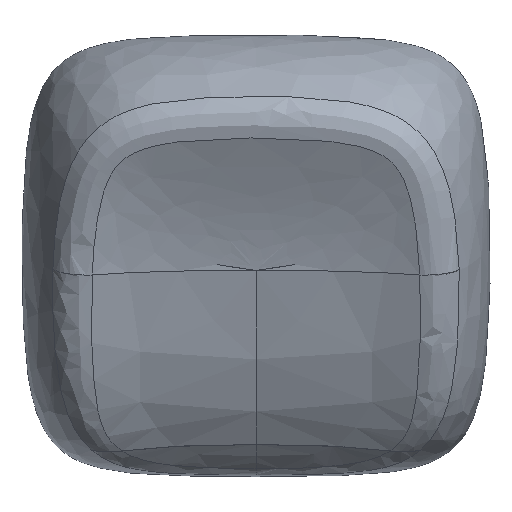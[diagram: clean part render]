
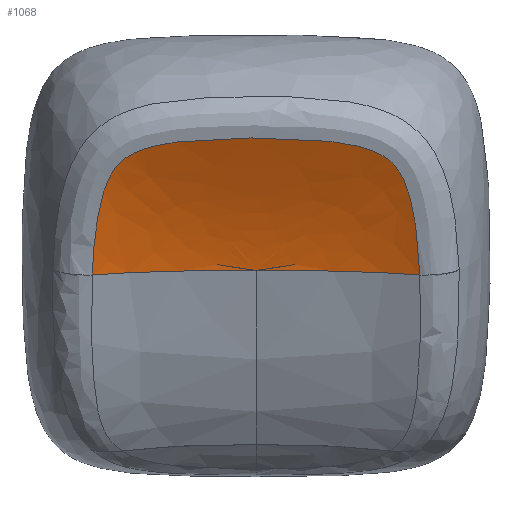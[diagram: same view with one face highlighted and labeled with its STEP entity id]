
A CAD part, top view. The second image highlights one B-rep face of the part: STEP entity #1068.
In plain terms, the highlighted free-form (B-spline) face has degree [3, 3] with [10, 5] control points.
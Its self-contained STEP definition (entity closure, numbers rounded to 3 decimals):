
#16=(
BOUNDED_CURVE()
B_SPLINE_CURVE(5,(#5634,#5635,#5636,#5637,#5638,#5639,#5640,#5641,#5642),
 .UNSPECIFIED.,.F.,.F.)
B_SPLINE_CURVE_WITH_KNOTS((6,1,1,1,6),(0.221,0.4,0.6,0.8,1.),
 .UNSPECIFIED.)
CURVE()
GEOMETRIC_REPRESENTATION_ITEM()
RATIONAL_B_SPLINE_CURVE((1.,1.,1.,1.,1.,1.,1.,1.,1.))
REPRESENTATION_ITEM('')
);
#18=(
BOUNDED_CURVE()
B_SPLINE_CURVE(5,(#5706,#5707,#5708,#5709,#5710,#5711,#5712,#5713,#5714),
 .UNSPECIFIED.,.F.,.F.)
B_SPLINE_CURVE_WITH_KNOTS((6,1,1,1,6),(0.221,0.4,0.6,0.8,1.),
 .UNSPECIFIED.)
CURVE()
GEOMETRIC_REPRESENTATION_ITEM()
RATIONAL_B_SPLINE_CURVE((1.,1.,1.,1.,1.,1.,1.,1.,1.))
REPRESENTATION_ITEM('')
);
#30=B_SPLINE_SURFACE_WITH_KNOTS('',3,3,((#5656,#5657,#5658,#5659,#5660),
(#5661,#5662,#5663,#5664,#5665),(#5666,#5667,#5668,#5669,#5670),(#5671,
#5672,#5673,#5674,#5675),(#5676,#5677,#5678,#5679,#5680),(#5681,#5682,#5683,
#5684,#5685),(#5686,#5687,#5688,#5689,#5690),(#5691,#5692,#5693,#5694,#5695),
(#5696,#5697,#5698,#5699,#5700),(#5701,#5702,#5703,#5704,#5705)),
 .UNSPECIFIED.,.F.,.F.,.F.,(4,1,1,1,1,1,1,4),(4,1,4),(0.,0.143,
0.286,0.429,0.571,0.714,
0.857,1.),(0.142,0.51,1.),
 .UNSPECIFIED.);
#95=B_SPLINE_CURVE_WITH_KNOTS('',3,(#5509,#5510,#5511,#5512,#5513,#5514,
#5515,#5516,#5517,#5518,#5519,#5520,#5521,#5522,#5523,#5524,#5525,#5526,
#5527,#5528,#5529,#5530,#5531,#5532,#5533,#5534),.UNSPECIFIED.,.F.,.F.,
(4,1,1,1,1,1,1,1,1,1,1,2,1,1,1,1,1,1,1,1,1,1,4),(-2.058,-1.852,
-1.749,-1.698,-1.647,-1.595,-1.544,
-1.492,-1.441,-1.338,-1.235,
-1.029,-0.823,-0.72,-0.618,
-0.566,-0.515,-0.463,-0.412,
-0.36,-0.309,-0.206,0.),
 .UNSPECIFIED.);
#179=FACE_OUTER_BOUND('',#238,.T.);
#238=EDGE_LOOP('',(#982,#983,#984));
#501=VERTEX_POINT('',#5364);
#502=VERTEX_POINT('',#5507);
#504=VERTEX_POINT('',#5633);
#661=EDGE_CURVE('',#501,#502,#95,.T.);
#664=EDGE_CURVE('',#502,#504,#16,.T.);
#667=EDGE_CURVE('',#501,#504,#18,.T.);
#982=ORIENTED_EDGE('',*,*,#661,.F.);
#983=ORIENTED_EDGE('',*,*,#667,.T.);
#984=ORIENTED_EDGE('',*,*,#664,.F.);
#1068=ADVANCED_FACE('',(#179),#30,.F.);
#5364=CARTESIAN_POINT('',(-6.123,-0.726,7.008));
#5507=CARTESIAN_POINT('',(6.123,-0.726,7.008));
#5509=CARTESIAN_POINT('Ctrl Pts',(-6.123,-0.726,
7.008));
#5510=CARTESIAN_POINT('Ctrl Pts',(-6.097,-0.079,
7.173));
#5511=CARTESIAN_POINT('Ctrl Pts',(-6.021,0.888,7.429));
#5512=CARTESIAN_POINT('Ctrl Pts',(-5.823,1.965,7.743));
#5513=CARTESIAN_POINT('Ctrl Pts',(-5.648,2.548,7.925));
#5514=CARTESIAN_POINT('Ctrl Pts',(-5.472,2.962,8.059));
#5515=CARTESIAN_POINT('Ctrl Pts',(-5.225,3.345,8.184));
#5516=CARTESIAN_POINT('Ctrl Pts',(-4.89,3.655,8.282));
#5517=CARTESIAN_POINT('Ctrl Pts',(-4.474,3.883,8.349));
#5518=CARTESIAN_POINT('Ctrl Pts',(-3.868,4.092,8.408));
#5519=CARTESIAN_POINT('Ctrl Pts',(-3.05,4.245,8.45));
#5520=CARTESIAN_POINT('Ctrl Pts',(-1.711,4.37,8.488));
#5521=CARTESIAN_POINT('Ctrl Pts',(-0.683,4.395,8.496));
#5522=CARTESIAN_POINT('Ctrl Pts',(0.684,4.395,8.496));
#5523=CARTESIAN_POINT('Ctrl Pts',(1.709,4.37,8.488));
#5524=CARTESIAN_POINT('Ctrl Pts',(3.054,4.244,8.45));
#5525=CARTESIAN_POINT('Ctrl Pts',(3.868,4.093,8.408));
#5526=CARTESIAN_POINT('Ctrl Pts',(4.479,3.881,8.348));
#5527=CARTESIAN_POINT('Ctrl Pts',(4.889,3.656,8.282));
#5528=CARTESIAN_POINT('Ctrl Pts',(5.229,3.34,8.182));
#5529=CARTESIAN_POINT('Ctrl Pts',(5.471,2.962,8.059));
#5530=CARTESIAN_POINT('Ctrl Pts',(5.649,2.545,7.924));
#5531=CARTESIAN_POINT('Ctrl Pts',(5.823,1.963,7.742));
#5532=CARTESIAN_POINT('Ctrl Pts',(6.021,0.888,7.429));
#5533=CARTESIAN_POINT('Ctrl Pts',(6.097,-0.079,
7.173));
#5534=CARTESIAN_POINT('Ctrl Pts',(6.123,-0.726,7.008));
#5633=CARTESIAN_POINT('',(0.,-0.552,6.359));
#5634=CARTESIAN_POINT('Ctrl Pts',(6.123,-0.726,7.008));
#5635=CARTESIAN_POINT('Ctrl Pts',(5.963,-0.713,6.959));
#5636=CARTESIAN_POINT('Ctrl Pts',(5.61,-0.686,6.859));
#5637=CARTESIAN_POINT('Ctrl Pts',(5.013,-0.647,6.715));
#5638=CARTESIAN_POINT('Ctrl Pts',(4.06,-0.601,6.543));
#5639=CARTESIAN_POINT('Ctrl Pts',(2.788,-0.568,6.421));
#5640=CARTESIAN_POINT('Ctrl Pts',(1.523,-0.555,6.37));
#5641=CARTESIAN_POINT('Ctrl Pts',(0.532,-0.552,
6.359));
#5642=CARTESIAN_POINT('Ctrl Pts',(0.,-0.552,
6.359));
#5656=CARTESIAN_POINT('Ctrl Pts',(-6.462,-0.755,
7.118));
#5657=CARTESIAN_POINT('Ctrl Pts',(-5.96,-0.709,
6.945));
#5658=CARTESIAN_POINT('Ctrl Pts',(-4.602,-0.608,
6.57));
#5659=CARTESIAN_POINT('Ctrl Pts',(-2.174,-0.552,6.359));
#5660=CARTESIAN_POINT('Ctrl Pts',(0.,-0.552,
6.359));
#5661=CARTESIAN_POINT('Ctrl Pts',(-6.462,0.329,7.408));
#5662=CARTESIAN_POINT('Ctrl Pts',(-5.96,0.219,7.193));
#5663=CARTESIAN_POINT('Ctrl Pts',(-4.602,-0.042,
6.722));
#5664=CARTESIAN_POINT('Ctrl Pts',(-2.174,-0.345,6.414));
#5665=CARTESIAN_POINT('Ctrl Pts',(0.,-0.552,
6.359));
#5666=CARTESIAN_POINT('Ctrl Pts',(-6.248,2.469,7.982));
#5667=CARTESIAN_POINT('Ctrl Pts',(-5.758,2.069,7.689));
#5668=CARTESIAN_POINT('Ctrl Pts',(-4.366,1.059,7.016));
#5669=CARTESIAN_POINT('Ctrl Pts',(-1.997,0.009,
6.509));
#5670=CARTESIAN_POINT('Ctrl Pts',(0.,-0.552,
6.359));
#5671=CARTESIAN_POINT('Ctrl Pts',(-4.897,4.057,8.407));
#5672=CARTESIAN_POINT('Ctrl Pts',(-4.502,3.417,8.05));
#5673=CARTESIAN_POINT('Ctrl Pts',(-3.252,1.911,7.245));
#5674=CARTESIAN_POINT('Ctrl Pts',(-1.35,0.363,6.604));
#5675=CARTESIAN_POINT('Ctrl Pts',(0.,-0.552,
6.359));
#5676=CARTESIAN_POINT('Ctrl Pts',(-1.978,4.42,8.505));
#5677=CARTESIAN_POINT('Ctrl Pts',(-1.814,3.701,8.126));
#5678=CARTESIAN_POINT('Ctrl Pts',(-1.257,2.146,7.308));
#5679=CARTESIAN_POINT('Ctrl Pts',(-0.475,0.54,
6.651));
#5680=CARTESIAN_POINT('Ctrl Pts',(0.,-0.552,
6.359));
#5681=CARTESIAN_POINT('Ctrl Pts',(1.982,4.419,8.504));
#5682=CARTESIAN_POINT('Ctrl Pts',(1.819,3.7,8.126));
#5683=CARTESIAN_POINT('Ctrl Pts',(1.26,2.146,7.308));
#5684=CARTESIAN_POINT('Ctrl Pts',(0.475,0.54,6.651));
#5685=CARTESIAN_POINT('Ctrl Pts',(0.,-0.552,
6.359));
#5686=CARTESIAN_POINT('Ctrl Pts',(4.893,4.056,8.407));
#5687=CARTESIAN_POINT('Ctrl Pts',(4.498,3.415,8.05));
#5688=CARTESIAN_POINT('Ctrl Pts',(3.25,1.911,7.245));
#5689=CARTESIAN_POINT('Ctrl Pts',(1.35,0.363,6.604));
#5690=CARTESIAN_POINT('Ctrl Pts',(0.,-0.552,
6.359));
#5691=CARTESIAN_POINT('Ctrl Pts',(6.248,2.469,7.982));
#5692=CARTESIAN_POINT('Ctrl Pts',(5.757,2.069,7.689));
#5693=CARTESIAN_POINT('Ctrl Pts',(4.366,1.059,7.016));
#5694=CARTESIAN_POINT('Ctrl Pts',(1.997,0.009,
6.509));
#5695=CARTESIAN_POINT('Ctrl Pts',(0.,-0.552,
6.359));
#5696=CARTESIAN_POINT('Ctrl Pts',(6.462,0.329,7.408));
#5697=CARTESIAN_POINT('Ctrl Pts',(5.96,0.219,7.193));
#5698=CARTESIAN_POINT('Ctrl Pts',(4.602,-0.041,
6.722));
#5699=CARTESIAN_POINT('Ctrl Pts',(2.174,-0.345,6.414));
#5700=CARTESIAN_POINT('Ctrl Pts',(0.,-0.552,
6.359));
#5701=CARTESIAN_POINT('Ctrl Pts',(6.462,-0.755,7.118));
#5702=CARTESIAN_POINT('Ctrl Pts',(5.96,-0.709,6.945));
#5703=CARTESIAN_POINT('Ctrl Pts',(4.602,-0.608,6.57));
#5704=CARTESIAN_POINT('Ctrl Pts',(2.174,-0.552,6.359));
#5705=CARTESIAN_POINT('Ctrl Pts',(0.,-0.552,
6.359));
#5706=CARTESIAN_POINT('Ctrl Pts',(-6.123,-0.726,
7.008));
#5707=CARTESIAN_POINT('Ctrl Pts',(-5.964,-0.713,
6.959));
#5708=CARTESIAN_POINT('Ctrl Pts',(-5.61,-0.686,6.859));
#5709=CARTESIAN_POINT('Ctrl Pts',(-5.013,-0.647,
6.715));
#5710=CARTESIAN_POINT('Ctrl Pts',(-4.06,-0.601,
6.543));
#5711=CARTESIAN_POINT('Ctrl Pts',(-2.788,-0.568,
6.421));
#5712=CARTESIAN_POINT('Ctrl Pts',(-1.523,-0.555,
6.37));
#5713=CARTESIAN_POINT('Ctrl Pts',(-0.532,-0.552,
6.359));
#5714=CARTESIAN_POINT('Ctrl Pts',(0.,-0.552,
6.359));
